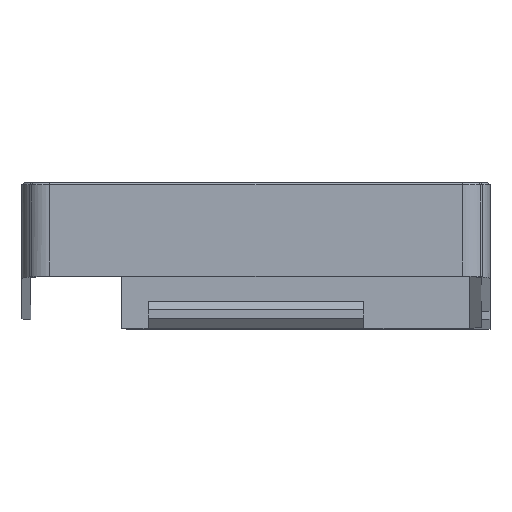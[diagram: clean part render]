
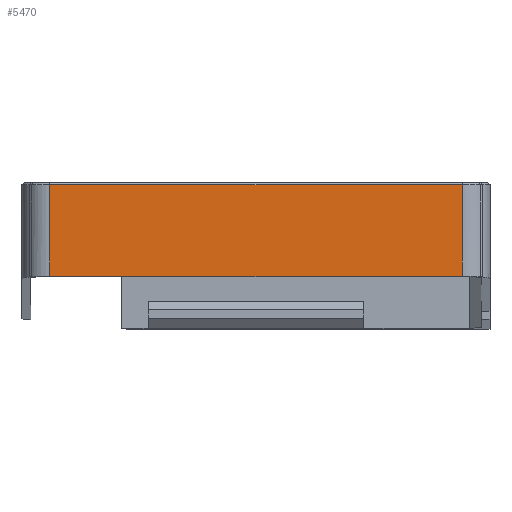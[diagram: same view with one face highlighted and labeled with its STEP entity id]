
A CAD part, front view. The second image highlights one B-rep face of the part: STEP entity #5470.
In plain terms, the highlighted planar face has unit normal (0, -1, 0).
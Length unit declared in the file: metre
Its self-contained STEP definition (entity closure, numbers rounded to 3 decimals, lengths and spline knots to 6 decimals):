
#688=ORIENTED_EDGE('',*,*,#2243,.T.);
#689=ORIENTED_EDGE('',*,*,#2229,.T.);
#690=ORIENTED_EDGE('',*,*,#2244,.T.);
#691=ORIENTED_EDGE('',*,*,#2245,.T.);
#2229=EDGE_CURVE('',#3001,#3000,#3455,.T.);
#2243=EDGE_CURVE('',#3009,#3001,#3467,.T.);
#2244=EDGE_CURVE('',#3000,#3010,#3468,.F.);
#2245=EDGE_CURVE('',#3010,#3009,#3469,.T.);
#3000=VERTEX_POINT('',#8496);
#3001=VERTEX_POINT('',#8498);
#3009=VERTEX_POINT('',#8522);
#3010=VERTEX_POINT('',#8524);
#3455=LINE('',#8497,#4125);
#3467=LINE('',#8521,#4137);
#3468=LINE('',#8523,#4138);
#3469=LINE('',#8525,#4139);
#4125=VECTOR('',#6735,1.);
#4137=VECTOR('',#6755,1.);
#4138=VECTOR('',#6756,1.);
#4139=VECTOR('',#6757,1.);
#4586=EDGE_LOOP('',(#688,#689,#690,#691));
#4930=FACE_BOUND('',#4586,.T.);
#5254=PLANE('',#5888);
#5470=ADVANCED_FACE('',(#4930),#5254,.T.);
#5888=AXIS2_PLACEMENT_3D('',#8520,#6753,#6754);
#6735=DIRECTION('',(1.,0.,0.));
#6753=DIRECTION('',(0.,-1.,0.));
#6754=DIRECTION('',(0.,0.,-1.));
#6755=DIRECTION('',(0.,0.,-1.));
#6756=DIRECTION('',(0.,0.,-1.));
#6757=DIRECTION('',(-1.,0.,0.));
#8496=CARTESIAN_POINT('',(0.047765,-0.07425,-0.014344));
#8497=CARTESIAN_POINT('',(0.,-0.07425,-0.014344));
#8498=CARTESIAN_POINT('',(-0.047765,-0.07425,-0.014344));
#8520=CARTESIAN_POINT('',(0.,-0.07425,-0.000002));
#8521=CARTESIAN_POINT('',(-0.047765,-0.07425,-0.000002));
#8522=CARTESIAN_POINT('',(-0.047765,-0.07425,0.0068));
#8523=CARTESIAN_POINT('',(0.047765,-0.07425,-0.000002));
#8524=CARTESIAN_POINT('',(0.047765,-0.07425,0.0068));
#8525=CARTESIAN_POINT('',(0.,-0.07425,0.0068));
